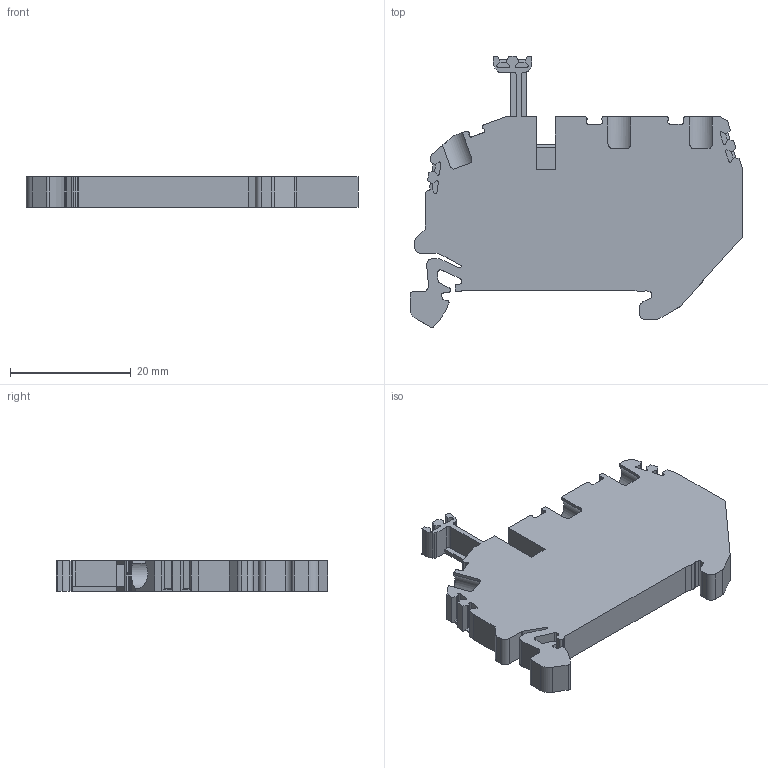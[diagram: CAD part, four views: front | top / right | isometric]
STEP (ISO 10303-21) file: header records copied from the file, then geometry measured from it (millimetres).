
FILE_DESCRIPTION(/* description */ (''),/* implementation_level */ '2;1');
FILE_NAME(/* name */ '3600_ZSRK25_3A_iso.stp',/* time_stamp */ '2011-08-04T10:43:02+02:00',/* author */ (''),/* organization */ (''),/* preprocessor_version */ 'ST-DEVELOPER v11',/* originating_system */ 'SIEMENS UGS NX 6.0',/* authorisation */ '');
FILE_SCHEMA (('CONFIG_CONTROL_DESIGN'));
Length unit declared in the file: millimetre
Products named in the file (1): 3600_ZSRK25_3A_iso
Bounding box: 55 x 44.9 x 5.1 mm (x, y, z)
Volume: 6787.1 mm3; surface area: 4736.1 mm2
Topology: 1 solids, 1 shells, 332 faces, 963 edges, 641 vertices
Faces by surface type: plane 223, cylinder 109
Full cylindrical faces by diameter (mm): 2.4 x3
Entity records: 11233 total; most frequent: CARTESIAN_POINT 2456, ORIENTED_EDGE 1916, DIRECTION 1689, EDGE_CURVE 958, LINE 665, VECTOR 665, VERTEX_POINT 639, AXIS2_PLACEMENT_3D 512
